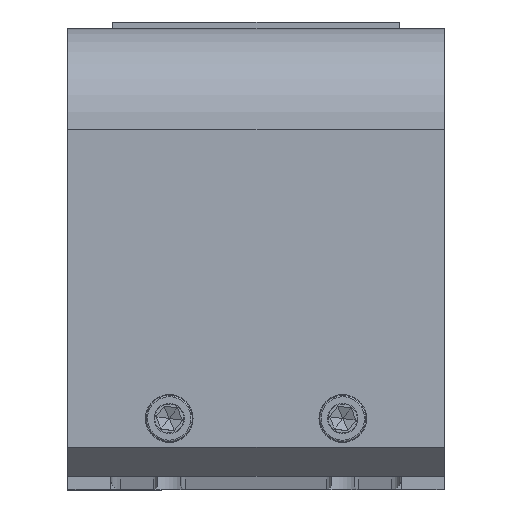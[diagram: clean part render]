
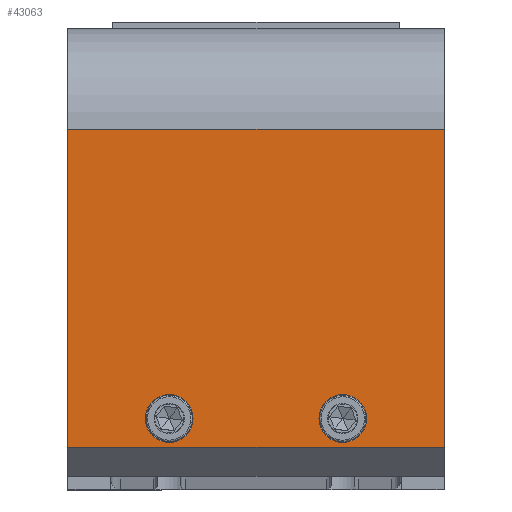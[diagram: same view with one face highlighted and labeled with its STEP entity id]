
A CAD part, top view. The second image highlights one B-rep face of the part: STEP entity #43063.
In plain terms, the highlighted planar face has unit normal (0, 0, 1).
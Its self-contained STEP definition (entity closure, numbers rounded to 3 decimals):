
#4909 = CARTESIAN_POINT ( 'NONE',  ( 165.217, 207.762, 762.525 ) ) ;
#8219 = EDGE_CURVE ( 'NONE', #88350, #160455, #100974, .T. ) ;
#8252 = FACE_BOUND ( 'NONE', #199799, .T. ) ;
#8790 = CARTESIAN_POINT ( 'NONE',  ( 113.467, 207.762, 762.525 ) ) ;
#14651 = PLANE ( 'NONE',  #245032 ) ;
#15781 = DIRECTION ( 'NONE',  ( 0., 0., 1. ) ) ;
#16152 = ORIENTED_EDGE ( 'NONE', *, *, #189600, .F. ) ;
#18450 = DIRECTION ( 'NONE',  ( 0., 0., 1. ) ) ;
#18495 = DIRECTION ( 'NONE',  ( 0., 0., -1. ) ) ;
#19766 = CARTESIAN_POINT ( 'NONE',  ( 173.467, 207.762, 762.525 ) ) ;
#22994 = CARTESIAN_POINT ( 'NONE',  ( 208.467, 197.762, 762.525 ) ) ;
#28191 = AXIS2_PLACEMENT_3D ( 'NONE', #8790, #189050, #209972 ) ;
#32484 = CIRCLE ( 'NONE', #28191, 8.25 ) ;
#39519 = CARTESIAN_POINT ( 'NONE',  ( 208.467, 307.762, 762.525 ) ) ;
#43063 = ADVANCED_FACE ( 'NONE', ( #8252, #227733, #48682 ), #14651, .F. ) ;
#45931 = EDGE_LOOP ( 'NONE', ( #150855, #50381, #72932, #97149 ) ) ;
#48682 = FACE_OUTER_BOUND ( 'NONE', #45931, .T. ) ;
#50381 = ORIENTED_EDGE ( 'NONE', *, *, #203039, .F. ) ;
#51075 = CARTESIAN_POINT ( 'NONE',  ( 78.467, 307.762, 762.525 ) ) ;
#57571 = DIRECTION ( 'NONE',  ( 1., 0., 0. ) ) ;
#60896 = EDGE_CURVE ( 'NONE', #171731, #212804, #222357, .T. ) ;
#61657 = VECTOR ( 'NONE', #221735, 1000. ) ;
#70805 = AXIS2_PLACEMENT_3D ( 'NONE', #238085, #198873, #78679 ) ;
#72932 = ORIENTED_EDGE ( 'NONE', *, *, #252827, .F. ) ;
#78610 = DIRECTION ( 'NONE',  ( 1., 0., 0. ) ) ;
#78679 = DIRECTION ( 'NONE',  ( 1., 0., 0. ) ) ;
#79304 = CARTESIAN_POINT ( 'NONE',  ( 78.467, 197.762, 762.525 ) ) ;
#88350 = VERTEX_POINT ( 'NONE', #141441 ) ;
#97149 = ORIENTED_EDGE ( 'NONE', *, *, #8219, .T. ) ;
#100974 = LINE ( 'NONE', #39519, #254679 ) ;
#105271 = LINE ( 'NONE', #22994, #124302 ) ;
#118521 = AXIS2_PLACEMENT_3D ( 'NONE', #19766, #18450, #78610 ) ;
#120611 = DIRECTION ( 'NONE',  ( -1., 0., 0. ) ) ;
#124302 = VECTOR ( 'NONE', #245134, 1000. ) ;
#131278 = CARTESIAN_POINT ( 'NONE',  ( 121.717, 207.762, 762.525 ) ) ;
#133473 = CARTESIAN_POINT ( 'NONE',  ( 173.467, 207.762, 762.525 ) ) ;
#135145 = CARTESIAN_POINT ( 'NONE',  ( 208.467, 197.762, 762.525 ) ) ;
#138029 = ORIENTED_EDGE ( 'NONE', *, *, #154108, .F. ) ;
#140824 = VERTEX_POINT ( 'NONE', #79304 ) ;
#141441 = CARTESIAN_POINT ( 'NONE',  ( 208.467, 307.762, 762.525 ) ) ;
#150855 = ORIENTED_EDGE ( 'NONE', *, *, #207785, .T. ) ;
#154108 = EDGE_CURVE ( 'NONE', #194427, #241157, #246143, .T. ) ;
#157871 = VECTOR ( 'NONE', #175379, 1000. ) ;
#160455 = VERTEX_POINT ( 'NONE', #51075 ) ;
#160842 = EDGE_CURVE ( 'NONE', #241157, #194427, #32484, .T. ) ;
#164277 = LINE ( 'NONE', #200852, #61657 ) ;
#168570 = ORIENTED_EDGE ( 'NONE', *, *, #60896, .F. ) ;
#171731 = VERTEX_POINT ( 'NONE', #197932 ) ;
#175379 = DIRECTION ( 'NONE',  ( 0., -1., 0. ) ) ;
#179228 = CARTESIAN_POINT ( 'NONE',  ( 78.467, 197.762, 762.525 ) ) ;
#189050 = DIRECTION ( 'NONE',  ( 0., 0., 1. ) ) ;
#189246 = ORIENTED_EDGE ( 'NONE', *, *, #160842, .F. ) ;
#189600 = EDGE_CURVE ( 'NONE', #212804, #171731, #231117, .T. ) ;
#193662 = CARTESIAN_POINT ( 'NONE',  ( 208.467, 197.762, 762.525 ) ) ;
#194427 = VERTEX_POINT ( 'NONE', #232697 ) ;
#194996 = DIRECTION ( 'NONE',  ( -1., 0., 0. ) ) ;
#197932 = CARTESIAN_POINT ( 'NONE',  ( 181.717, 207.762, 762.525 ) ) ;
#198873 = DIRECTION ( 'NONE',  ( 0., 0., 1. ) ) ;
#199799 = EDGE_LOOP ( 'NONE', ( #189246, #138029 ) ) ;
#200852 = CARTESIAN_POINT ( 'NONE',  ( 208.467, 197.762, 762.525 ) ) ;
#203039 = EDGE_CURVE ( 'NONE', #215788, #140824, #105271, .T. ) ;
#207785 = EDGE_CURVE ( 'NONE', #160455, #140824, #256276, .T. ) ;
#209972 = DIRECTION ( 'NONE',  ( 1., 0., 0. ) ) ;
#212804 = VERTEX_POINT ( 'NONE', #4909 ) ;
#215788 = VERTEX_POINT ( 'NONE', #135145 ) ;
#221735 = DIRECTION ( 'NONE',  ( 0., -1., 0. ) ) ;
#222357 = CIRCLE ( 'NONE', #243251, 8.25 ) ;
#227733 = FACE_BOUND ( 'NONE', #241918, .T. ) ;
#231117 = CIRCLE ( 'NONE', #118521, 8.25 ) ;
#232697 = CARTESIAN_POINT ( 'NONE',  ( 105.217, 207.762, 762.525 ) ) ;
#238085 = CARTESIAN_POINT ( 'NONE',  ( 113.467, 207.762, 762.525 ) ) ;
#241157 = VERTEX_POINT ( 'NONE', #131278 ) ;
#241918 = EDGE_LOOP ( 'NONE', ( #168570, #16152 ) ) ;
#243251 = AXIS2_PLACEMENT_3D ( 'NONE', #133473, #15781, #57571 ) ;
#245032 = AXIS2_PLACEMENT_3D ( 'NONE', #193662, #18495, #194996 ) ;
#245134 = DIRECTION ( 'NONE',  ( -1., 0., 0. ) ) ;
#246143 = CIRCLE ( 'NONE', #70805, 8.25 ) ;
#252827 = EDGE_CURVE ( 'NONE', #88350, #215788, #164277, .T. ) ;
#254679 = VECTOR ( 'NONE', #120611, 1000. ) ;
#256276 = LINE ( 'NONE', #179228, #157871 ) ;
